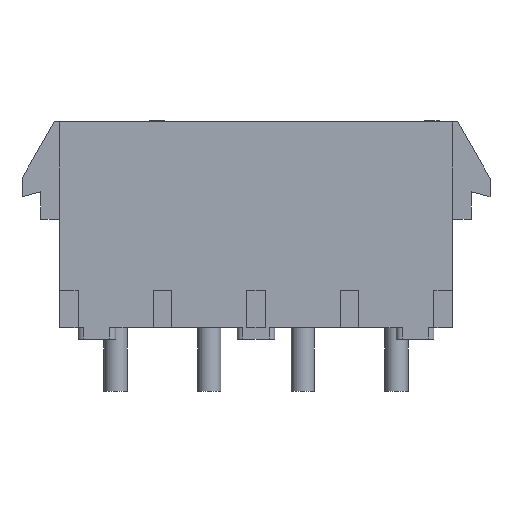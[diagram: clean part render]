
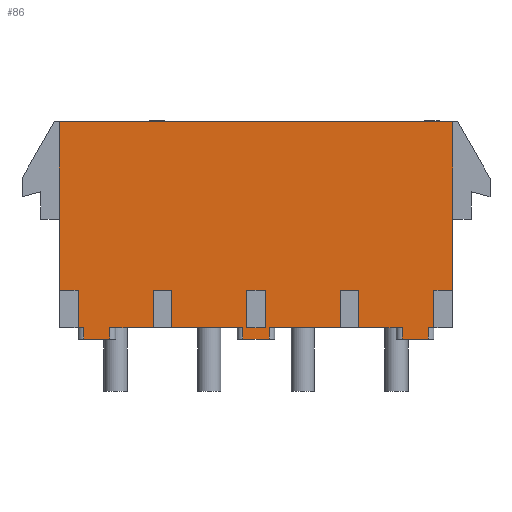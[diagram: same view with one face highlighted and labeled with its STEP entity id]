
A CAD part, front view. The second image highlights one B-rep face of the part: STEP entity #86.
In plain terms, the highlighted planar face has unit normal (0, -1, 0).
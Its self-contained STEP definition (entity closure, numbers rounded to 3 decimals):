
#86=ADVANCED_FACE('',(#318,#319),#320,.T.);
#318=FACE_OUTER_BOUND('',#704,.T.);
#319=FACE_BOUND('',#705,.T.);
#320=PLANE('',#706);
#704=EDGE_LOOP('',(#1415,#1416,#1417,#1418,#1419,#1420,#1421,#1422,#1423,#1424,#1425,#1426,#1427,#1428,#1429,#1430,#1431,#1432,#1433,#1434,#1435,#1436,#1437,#1438,#1439,#1440,#1441,#1442));
#705=EDGE_LOOP('',(#1443,#1444,#1445,#1446));
#706=AXIS2_PLACEMENT_3D('',#1447,#1448,#1449);
#1415=ORIENTED_EDGE('',*,*,#2664,.T.);
#1416=ORIENTED_EDGE('',*,*,#2665,.T.);
#1417=ORIENTED_EDGE('',*,*,#2666,.F.);
#1418=ORIENTED_EDGE('',*,*,#2599,.F.);
#1419=ORIENTED_EDGE('',*,*,#2667,.T.);
#1420=ORIENTED_EDGE('',*,*,#2661,.F.);
#1421=ORIENTED_EDGE('',*,*,#2668,.F.);
#1422=ORIENTED_EDGE('',*,*,#2595,.F.);
#1423=ORIENTED_EDGE('',*,*,#2669,.T.);
#1424=ORIENTED_EDGE('',*,*,#2670,.T.);
#1425=ORIENTED_EDGE('',*,*,#2671,.F.);
#1426=ORIENTED_EDGE('',*,*,#2591,.F.);
#1427=ORIENTED_EDGE('',*,*,#2672,.T.);
#1428=ORIENTED_EDGE('',*,*,#2651,.F.);
#1429=ORIENTED_EDGE('',*,*,#2673,.F.);
#1430=ORIENTED_EDGE('',*,*,#2587,.F.);
#1431=ORIENTED_EDGE('',*,*,#2674,.T.);
#1432=ORIENTED_EDGE('',*,*,#2675,.T.);
#1433=ORIENTED_EDGE('',*,*,#2580,.T.);
#1434=ORIENTED_EDGE('',*,*,#2527,.T.);
#1435=ORIENTED_EDGE('',*,*,#2676,.F.);
#1436=ORIENTED_EDGE('',*,*,#2677,.T.);
#1437=ORIENTED_EDGE('',*,*,#2678,.F.);
#1438=ORIENTED_EDGE('',*,*,#2607,.F.);
#1439=ORIENTED_EDGE('',*,*,#2679,.T.);
#1440=ORIENTED_EDGE('',*,*,#2654,.F.);
#1441=ORIENTED_EDGE('',*,*,#2680,.F.);
#1442=ORIENTED_EDGE('',*,*,#2603,.F.);
#1443=ORIENTED_EDGE('',*,*,#2681,.T.);
#1444=ORIENTED_EDGE('',*,*,#2682,.F.);
#1445=ORIENTED_EDGE('',*,*,#2634,.T.);
#1446=ORIENTED_EDGE('',*,*,#2683,.T.);
#1447=CARTESIAN_POINT('',(-13.335,-3.81,0.0));
#1448=DIRECTION('',(0.0,-1.0,0.0));
#1449=DIRECTION('',(0.0,0.0,-1.0));
#2527=EDGE_CURVE('',#3057,#3055,#3058,.T.);
#2580=EDGE_CURVE('',#3153,#3057,#3154,.T.);
#2587=EDGE_CURVE('',#3163,#3165,#3166,.T.);
#2591=EDGE_CURVE('',#3169,#3171,#3172,.T.);
#2595=EDGE_CURVE('',#3177,#3179,#3180,.T.);
#2599=EDGE_CURVE('',#3183,#3185,#3186,.T.);
#2603=EDGE_CURVE('',#3191,#3193,#3194,.T.);
#2607=EDGE_CURVE('',#3197,#3199,#3200,.T.);
#2634=EDGE_CURVE('',#3241,#3246,#3248,.T.);
#2651=EDGE_CURVE('',#3269,#3266,#3271,.T.);
#2654=EDGE_CURVE('',#3273,#3275,#3276,.T.);
#2661=EDGE_CURVE('',#3284,#3286,#3287,.T.);
#2664=EDGE_CURVE('',#3191,#3290,#3291,.T.);
#2665=EDGE_CURVE('',#3290,#3292,#3293,.T.);
#2666=EDGE_CURVE('',#3185,#3292,#3294,.T.);
#2667=EDGE_CURVE('',#3183,#3286,#3295,.T.);
#2668=EDGE_CURVE('',#3179,#3284,#3296,.T.);
#2669=EDGE_CURVE('',#3177,#3297,#3298,.T.);
#2670=EDGE_CURVE('',#3297,#3299,#3300,.T.);
#2671=EDGE_CURVE('',#3171,#3299,#3301,.T.);
#2672=EDGE_CURVE('',#3169,#3266,#3302,.T.);
#2673=EDGE_CURVE('',#3165,#3269,#3303,.T.);
#2674=EDGE_CURVE('',#3163,#3304,#3305,.T.);
#2675=EDGE_CURVE('',#3304,#3153,#3306,.T.);
#2676=EDGE_CURVE('',#3307,#3055,#3308,.T.);
#2677=EDGE_CURVE('',#3307,#3309,#3310,.T.);
#2678=EDGE_CURVE('',#3199,#3309,#3311,.T.);
#2679=EDGE_CURVE('',#3197,#3275,#3312,.T.);
#2680=EDGE_CURVE('',#3193,#3273,#3313,.T.);
#2681=EDGE_CURVE('',#3314,#3315,#3316,.T.);
#2682=EDGE_CURVE('',#3241,#3315,#3317,.T.);
#2683=EDGE_CURVE('',#3246,#3314,#3318,.T.);
#3055=VERTEX_POINT('',#3847);
#3057=VERTEX_POINT('',#3850);
#3058=LINE('',#3851,#3852);
#3153=VERTEX_POINT('',#3993);
#3154=LINE('',#3994,#3995);
#3163=VERTEX_POINT('',#4009);
#3165=VERTEX_POINT('',#4012);
#3166=LINE('',#4013,#4014);
#3169=VERTEX_POINT('',#4018);
#3171=VERTEX_POINT('',#4020);
#3172=LINE('',#4021,#4022);
#3177=VERTEX_POINT('',#4029);
#3179=VERTEX_POINT('',#4032);
#3180=LINE('',#4033,#4034);
#3183=VERTEX_POINT('',#4038);
#3185=VERTEX_POINT('',#4040);
#3186=LINE('',#4041,#4042);
#3191=VERTEX_POINT('',#4049);
#3193=VERTEX_POINT('',#4052);
#3194=LINE('',#4053,#4054);
#3197=VERTEX_POINT('',#4058);
#3199=VERTEX_POINT('',#4060);
#3200=LINE('',#4061,#4062);
#3241=VERTEX_POINT('',#4112);
#3246=VERTEX_POINT('',#4119);
#3248=LINE('',#4122,#4123);
#3266=VERTEX_POINT('',#4150);
#3269=VERTEX_POINT('',#4154);
#3271=LINE('',#4156,#4157);
#3273=VERTEX_POINT('',#4160);
#3275=VERTEX_POINT('',#4162);
#3276=LINE('',#4163,#4164);
#3284=VERTEX_POINT('',#4174);
#3286=VERTEX_POINT('',#4176);
#3287=LINE('',#4177,#4178);
#3290=VERTEX_POINT('',#4182);
#3291=LINE('',#4183,#4184);
#3292=VERTEX_POINT('',#4185);
#3293=LINE('',#4186,#4187);
#3294=LINE('',#4188,#4189);
#3295=LINE('',#4190,#4191);
#3296=LINE('',#4192,#4193);
#3297=VERTEX_POINT('',#4194);
#3298=LINE('',#4195,#4196);
#3299=VERTEX_POINT('',#4197);
#3300=LINE('',#4198,#4199);
#3301=LINE('',#4200,#4201);
#3302=LINE('',#4202,#4203);
#3303=LINE('',#4204,#4205);
#3304=VERTEX_POINT('',#4206);
#3305=LINE('',#4207,#4208);
#3306=LINE('',#4209,#4210);
#3307=VERTEX_POINT('',#4211);
#3308=LINE('',#4212,#4213);
#3309=VERTEX_POINT('',#4214);
#3310=LINE('',#4215,#4216);
#3311=LINE('',#4217,#4218);
#3312=LINE('',#4219,#4220);
#3313=LINE('',#4221,#4222);
#3314=VERTEX_POINT('',#4223);
#3315=VERTEX_POINT('',#4224);
#3316=LINE('',#4225,#4226);
#3317=LINE('',#4227,#4228);
#3318=LINE('',#4229,#4230);
#3847=CARTESIAN_POINT('',(-13.335,-3.81,0.0));
#3850=CARTESIAN_POINT('',(13.335,-3.81,0.0));
#3851=CARTESIAN_POINT('',(13.335,-3.81,0.0));
#3852=VECTOR('',#4865,26.67);
#3993=CARTESIAN_POINT('',(13.335,-3.81,-11.43));
#3994=CARTESIAN_POINT('',(13.335,-3.81,-11.43));
#3995=VECTOR('',#4930,11.43);
#4009=CARTESIAN_POINT('',(12.065,-3.81,-13.97));
#4012=CARTESIAN_POINT('',(11.684,-3.81,-13.97));
#4013=CARTESIAN_POINT('',(12.065,-3.81,-13.97));
#4014=VECTOR('',#4937,0.381);
#4018=CARTESIAN_POINT('',(9.906,-3.81,-13.97));
#4020=CARTESIAN_POINT('',(6.985,-3.81,-13.97));
#4021=CARTESIAN_POINT('',(9.906,-3.81,-13.97));
#4022=VECTOR('',#4945,2.921);
#4029=CARTESIAN_POINT('',(5.715,-3.81,-13.97));
#4032=CARTESIAN_POINT('',(0.889,-3.81,-13.97));
#4033=CARTESIAN_POINT('',(5.715,-3.81,-13.97));
#4034=VECTOR('',#4949,4.826);
#4038=CARTESIAN_POINT('',(-0.889,-3.81,-13.97));
#4040=CARTESIAN_POINT('',(-5.715,-3.81,-13.97));
#4041=CARTESIAN_POINT('',(-0.889,-3.81,-13.97));
#4042=VECTOR('',#4957,4.826);
#4049=CARTESIAN_POINT('',(-6.985,-3.81,-13.97));
#4052=CARTESIAN_POINT('',(-9.906,-3.81,-13.97));
#4053=CARTESIAN_POINT('',(-6.985,-3.81,-13.97));
#4054=VECTOR('',#4961,2.921);
#4058=CARTESIAN_POINT('',(-11.684,-3.81,-13.97));
#4060=CARTESIAN_POINT('',(-12.065,-3.81,-13.97));
#4061=CARTESIAN_POINT('',(-11.684,-3.81,-13.97));
#4062=VECTOR('',#4969,0.381);
#4112=CARTESIAN_POINT('',(0.635,-3.81,-13.97));
#4119=CARTESIAN_POINT('',(-0.635,-3.81,-13.97));
#4122=CARTESIAN_POINT('',(0.635,-3.81,-13.97));
#4123=VECTOR('',#5024,1.27);
#4150=CARTESIAN_POINT('',(9.906,-3.81,-14.732));
#4154=CARTESIAN_POINT('',(11.684,-3.81,-14.732));
#4156=CARTESIAN_POINT('',(11.684,-3.81,-14.732));
#4157=VECTOR('',#5053,1.778);
#4160=CARTESIAN_POINT('',(-9.906,-3.81,-14.732));
#4162=CARTESIAN_POINT('',(-11.684,-3.81,-14.732));
#4163=CARTESIAN_POINT('',(-9.906,-3.81,-14.732));
#4164=VECTOR('',#5058,1.778);
#4174=CARTESIAN_POINT('',(0.889,-3.81,-14.732));
#4176=CARTESIAN_POINT('',(-0.889,-3.81,-14.732));
#4177=CARTESIAN_POINT('',(0.889,-3.81,-14.732));
#4178=VECTOR('',#5073,1.778);
#4182=CARTESIAN_POINT('',(-6.985,-3.81,-11.43));
#4183=CARTESIAN_POINT('',(-6.985,-3.81,-13.97));
#4184=VECTOR('',#5078,2.54);
#4185=CARTESIAN_POINT('',(-5.715,-3.81,-11.43));
#4186=CARTESIAN_POINT('',(-6.985,-3.81,-11.43));
#4187=VECTOR('',#5079,1.27);
#4188=CARTESIAN_POINT('',(-5.715,-3.81,-13.97));
#4189=VECTOR('',#5080,2.54);
#4190=CARTESIAN_POINT('',(-0.889,-3.81,-13.97));
#4191=VECTOR('',#5081,0.762);
#4192=CARTESIAN_POINT('',(0.889,-3.81,-13.97));
#4193=VECTOR('',#5082,0.762);
#4194=CARTESIAN_POINT('',(5.715,-3.81,-11.43));
#4195=CARTESIAN_POINT('',(5.715,-3.81,-13.97));
#4196=VECTOR('',#5083,2.54);
#4197=CARTESIAN_POINT('',(6.985,-3.81,-11.43));
#4198=CARTESIAN_POINT('',(5.715,-3.81,-11.43));
#4199=VECTOR('',#5084,1.27);
#4200=CARTESIAN_POINT('',(6.985,-3.81,-13.97));
#4201=VECTOR('',#5085,2.54);
#4202=CARTESIAN_POINT('',(9.906,-3.81,-13.97));
#4203=VECTOR('',#5086,0.762);
#4204=CARTESIAN_POINT('',(11.684,-3.81,-13.97));
#4205=VECTOR('',#5087,0.762);
#4206=CARTESIAN_POINT('',(12.065,-3.81,-11.43));
#4207=CARTESIAN_POINT('',(12.065,-3.81,-13.97));
#4208=VECTOR('',#5088,2.54);
#4209=CARTESIAN_POINT('',(12.065,-3.81,-11.43));
#4210=VECTOR('',#5089,1.27);
#4211=CARTESIAN_POINT('',(-13.335,-3.81,-11.43));
#4212=CARTESIAN_POINT('',(-13.335,-3.81,-11.43));
#4213=VECTOR('',#5090,11.43);
#4214=CARTESIAN_POINT('',(-12.065,-3.81,-11.43));
#4215=CARTESIAN_POINT('',(-13.335,-3.81,-11.43));
#4216=VECTOR('',#5091,1.27);
#4217=CARTESIAN_POINT('',(-12.065,-3.81,-13.97));
#4218=VECTOR('',#5092,2.54);
#4219=CARTESIAN_POINT('',(-11.684,-3.81,-13.97));
#4220=VECTOR('',#5093,0.762);
#4221=CARTESIAN_POINT('',(-9.906,-3.81,-13.97));
#4222=VECTOR('',#5094,0.762);
#4223=CARTESIAN_POINT('',(-0.635,-3.81,-11.43));
#4224=CARTESIAN_POINT('',(0.635,-3.81,-11.43));
#4225=CARTESIAN_POINT('',(-0.635,-3.81,-11.43));
#4226=VECTOR('',#5095,1.27);
#4227=CARTESIAN_POINT('',(0.635,-3.81,-13.97));
#4228=VECTOR('',#5096,2.54);
#4229=CARTESIAN_POINT('',(-0.635,-3.81,-13.97));
#4230=VECTOR('',#5097,2.54);
#4865=DIRECTION('',(-1.0,0.0,0.0));
#4930=DIRECTION('',(0.0,0.0,1.0));
#4937=DIRECTION('',(-1.0,0.0,0.0));
#4945=DIRECTION('',(-1.0,0.0,0.0));
#4949=DIRECTION('',(-1.0,0.0,0.0));
#4957=DIRECTION('',(-1.0,0.0,0.0));
#4961=DIRECTION('',(-1.0,0.0,0.0));
#4969=DIRECTION('',(-1.0,0.0,0.0));
#5024=DIRECTION('',(-1.0,0.0,0.0));
#5053=DIRECTION('',(-1.0,0.0,0.0));
#5058=DIRECTION('',(-1.0,0.0,0.0));
#5073=DIRECTION('',(-1.0,0.0,0.0));
#5078=DIRECTION('',(0.0,0.0,1.0));
#5079=DIRECTION('',(1.0,0.0,0.0));
#5080=DIRECTION('',(0.0,0.0,1.0));
#5081=DIRECTION('',(0.0,0.0,-1.0));
#5082=DIRECTION('',(0.0,0.0,-1.0));
#5083=DIRECTION('',(0.0,0.0,1.0));
#5084=DIRECTION('',(1.0,0.0,0.0));
#5085=DIRECTION('',(0.0,0.0,1.0));
#5086=DIRECTION('',(0.0,0.0,-1.0));
#5087=DIRECTION('',(0.0,0.0,-1.0));
#5088=DIRECTION('',(0.0,0.0,1.0));
#5089=DIRECTION('',(1.0,0.0,0.0));
#5090=DIRECTION('',(0.0,0.0,1.0));
#5091=DIRECTION('',(1.0,0.0,0.0));
#5092=DIRECTION('',(0.0,0.0,1.0));
#5093=DIRECTION('',(0.0,0.0,-1.0));
#5094=DIRECTION('',(0.0,0.0,-1.0));
#5095=DIRECTION('',(1.0,0.0,0.0));
#5096=DIRECTION('',(0.0,0.0,1.0));
#5097=DIRECTION('',(0.0,0.0,1.0));
